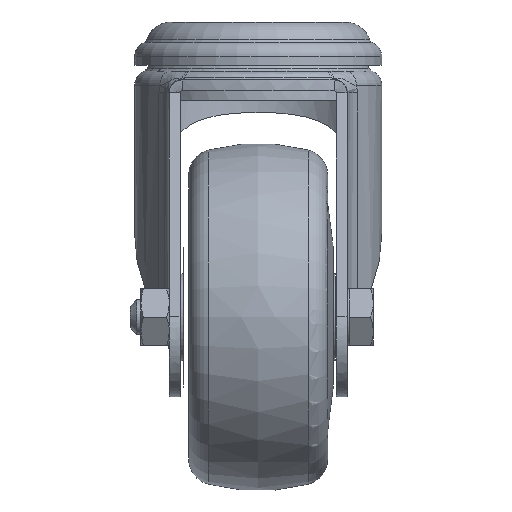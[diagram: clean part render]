
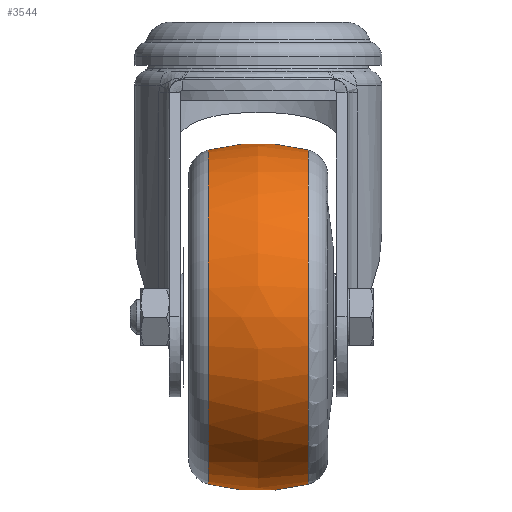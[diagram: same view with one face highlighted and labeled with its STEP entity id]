
A CAD part, front view. The second image highlights one B-rep face of the part: STEP entity #3544.
In plain terms, the highlighted free-form (B-spline) face has degree [2, 2] with [3, 9] control points.
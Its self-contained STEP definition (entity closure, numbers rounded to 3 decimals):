
#166=(
BOUNDED_SURFACE()
B_SPLINE_SURFACE(2,2,((#13447,#13448,#13449,#13450,#13451,#13452,#13453,
#13454,#13455),(#13456,#13457,#13458,#13459,#13460,#13461,#13462,#13463,
#13464),(#13465,#13466,#13467,#13468,#13469,#13470,#13471,#13472,#13473)),
 .UNSPECIFIED.,.F.,.T.,.F.)
B_SPLINE_SURFACE_WITH_KNOTS((3,3),(3,2,2,2,3),(-0.259,0.259),
(-3.142,-1.571,0.,1.571,3.142),
 .UNSPECIFIED.)
GEOMETRIC_REPRESENTATION_ITEM()
RATIONAL_B_SPLINE_SURFACE(((1.,0.707,1.,0.707,1.,
0.707,1.,0.707,1.),(0.967,0.683,
0.967,0.683,0.967,0.683,
0.967,0.683,0.967),(1.,0.707,
1.,0.707,1.,0.707,1.,0.707,1.)))
REPRESENTATION_ITEM('')
SURFACE()
);
#548=FACE_OUTER_BOUND('',#761,.T.);
#761=EDGE_LOOP('',(#3034,#3035,#3036,#3037,#3038,#3039));
#1209=CIRCLE('',#3916,38.496);
#1210=CIRCLE('',#3917,38.496);
#1213=CIRCLE('',#3921,45.);
#1214=CIRCLE('',#3922,38.496);
#1215=CIRCLE('',#3923,38.496);
#1557=VERTEX_POINT('',#13436);
#1558=VERTEX_POINT('',#13438);
#1561=VERTEX_POINT('',#13474);
#1562=VERTEX_POINT('',#13476);
#2056=EDGE_CURVE('',#1557,#1558,#1209,.T.);
#2057=EDGE_CURVE('',#1558,#1557,#1210,.T.);
#2061=EDGE_CURVE('',#1557,#1561,#1213,.T.);
#2062=EDGE_CURVE('',#1561,#1562,#1214,.T.);
#2063=EDGE_CURVE('',#1562,#1561,#1215,.T.);
#3034=ORIENTED_EDGE('',*,*,#2057,.F.);
#3035=ORIENTED_EDGE('',*,*,#2056,.F.);
#3036=ORIENTED_EDGE('',*,*,#2061,.T.);
#3037=ORIENTED_EDGE('',*,*,#2062,.T.);
#3038=ORIENTED_EDGE('',*,*,#2063,.T.);
#3039=ORIENTED_EDGE('',*,*,#2061,.F.);
#3544=ADVANCED_FACE('',(#548),#166,.F.);
#3916=AXIS2_PLACEMENT_3D('',#13439,#4739,#4740);
#3917=AXIS2_PLACEMENT_3D('',#13440,#4741,#4742);
#3921=AXIS2_PLACEMENT_3D('',#13475,#4750,#4751);
#3922=AXIS2_PLACEMENT_3D('',#13477,#4752,#4753);
#3923=AXIS2_PLACEMENT_3D('',#13478,#4754,#4755);
#4739=DIRECTION('center_axis',(-1.,0.,0.));
#4740=DIRECTION('ref_axis',(0.,0.,-1.));
#4741=DIRECTION('center_axis',(-1.,0.,0.));
#4742=DIRECTION('ref_axis',(0.,0.,-1.));
#4750=DIRECTION('center_axis',(0.,1.,0.));
#4751=DIRECTION('ref_axis',(0.,0.,
1.));
#4752=DIRECTION('center_axis',(-1.,0.,0.));
#4753=DIRECTION('ref_axis',(0.,0.,-1.));
#4754=DIRECTION('center_axis',(-1.,0.,0.));
#4755=DIRECTION('ref_axis',(0.,0.,-1.));
#13436=CARTESIAN_POINT('',(-11.538,-40.,-29.504));
#13438=CARTESIAN_POINT('',(-11.538,-40.,-106.496));
#13439=CARTESIAN_POINT('Origin',(-11.538,-40.,-68.));
#13440=CARTESIAN_POINT('Origin',(-11.538,-40.,-68.));
#13447=CARTESIAN_POINT('Ctrl Pts',(-11.538,-40.,
-29.504));
#13448=CARTESIAN_POINT('Ctrl Pts',(-11.538,-78.496,
-29.504));
#13449=CARTESIAN_POINT('Ctrl Pts',(-11.538,-78.496,-68.));
#13450=CARTESIAN_POINT('Ctrl Pts',(-11.538,-78.496,
-106.496));
#13451=CARTESIAN_POINT('Ctrl Pts',(-11.538,-40.,
-106.496));
#13452=CARTESIAN_POINT('Ctrl Pts',(-11.538,-1.504,
-106.496));
#13453=CARTESIAN_POINT('Ctrl Pts',(-11.538,-1.504,-68.));
#13454=CARTESIAN_POINT('Ctrl Pts',(-11.538,-1.504,-29.504));
#13455=CARTESIAN_POINT('Ctrl Pts',(-11.538,-40.,
-29.504));
#13456=CARTESIAN_POINT('Ctrl Pts',(0.,-40.,-26.444));
#13457=CARTESIAN_POINT('Ctrl Pts',(0.,-81.556,
-26.444));
#13458=CARTESIAN_POINT('Ctrl Pts',(0.,-81.556,
-68.));
#13459=CARTESIAN_POINT('Ctrl Pts',(0.,-81.556,
-109.556));
#13460=CARTESIAN_POINT('Ctrl Pts',(0.,-40.,-109.556));
#13461=CARTESIAN_POINT('Ctrl Pts',(0.,1.556,
-109.556));
#13462=CARTESIAN_POINT('Ctrl Pts',(0.,1.556,
-68.));
#13463=CARTESIAN_POINT('Ctrl Pts',(0.,1.556,
-26.444));
#13464=CARTESIAN_POINT('Ctrl Pts',(0.,-40.,-26.444));
#13465=CARTESIAN_POINT('Ctrl Pts',(11.538,-40.,-29.504));
#13466=CARTESIAN_POINT('Ctrl Pts',(11.538,-78.496,-29.504));
#13467=CARTESIAN_POINT('Ctrl Pts',(11.538,-78.496,-68.));
#13468=CARTESIAN_POINT('Ctrl Pts',(11.538,-78.496,-106.496));
#13469=CARTESIAN_POINT('Ctrl Pts',(11.538,-40.,-106.496));
#13470=CARTESIAN_POINT('Ctrl Pts',(11.538,-1.504,-106.496));
#13471=CARTESIAN_POINT('Ctrl Pts',(11.538,-1.504,-68.));
#13472=CARTESIAN_POINT('Ctrl Pts',(11.538,-1.504,-29.504));
#13473=CARTESIAN_POINT('Ctrl Pts',(11.538,-40.,-29.504));
#13474=CARTESIAN_POINT('',(11.538,-40.,-29.504));
#13475=CARTESIAN_POINT('Origin',(0.,-40.,-73.));
#13476=CARTESIAN_POINT('',(11.538,-40.,-106.496));
#13477=CARTESIAN_POINT('Origin',(11.538,-40.,-68.));
#13478=CARTESIAN_POINT('Origin',(11.538,-40.,-68.));
